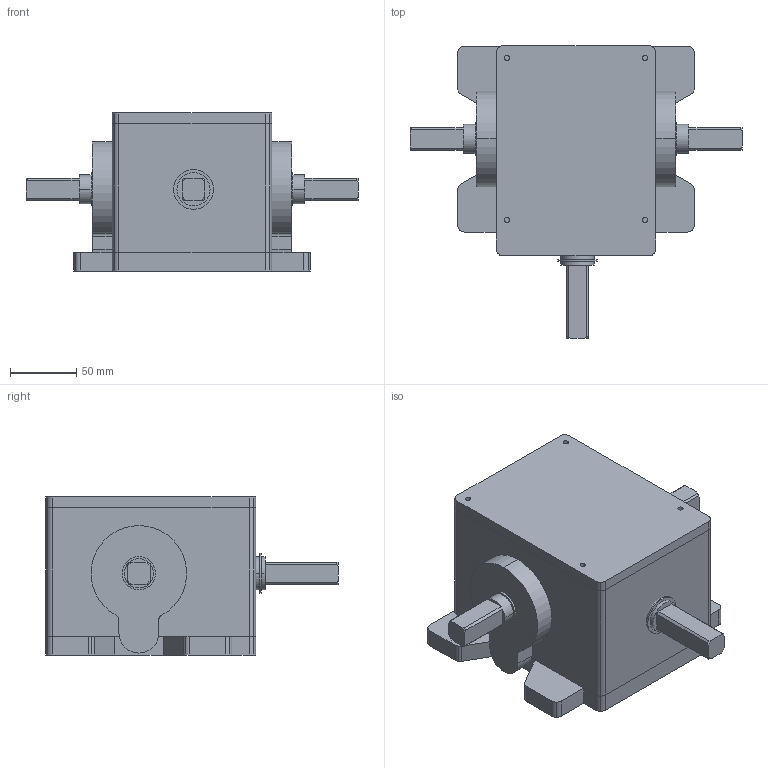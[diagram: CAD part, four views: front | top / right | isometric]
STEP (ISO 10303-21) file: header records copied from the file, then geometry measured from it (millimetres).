
FILE_DESCRIPTION(('STEP AP214'),'1');
FILE_NAME('tmp0.STP','2024-08-14T09:06:19',(' '),(' '),'Spatial InterOp 3D',' ',' ');
FILE_SCHEMA(('AUTOMOTIVE_DESIGN { 1 0 10303 214 1 1 1 1 }'));
Length unit declared in the file: millimetre
Products named in the file (1): Gruppe_4
Bounding box: 250 x 220 x 119 mm (x, y, z)
Volume: 2725732.9 mm3; surface area: 263121.5 mm2
Topology: 7 solids, 7 shells, 182 faces, 465 edges, 309 vertices
Faces by surface type: cylinder 86, plane 74, cone 20, torus 2
Entity records: 5693 total; most frequent: DIRECTION 1038, CARTESIAN_POINT 1011, ORIENTED_EDGE 930, EDGE_CURVE 465, AXIS2_PLACEMENT_3D 408, VERTEX_POINT 309, LINE 222, VECTOR 222
